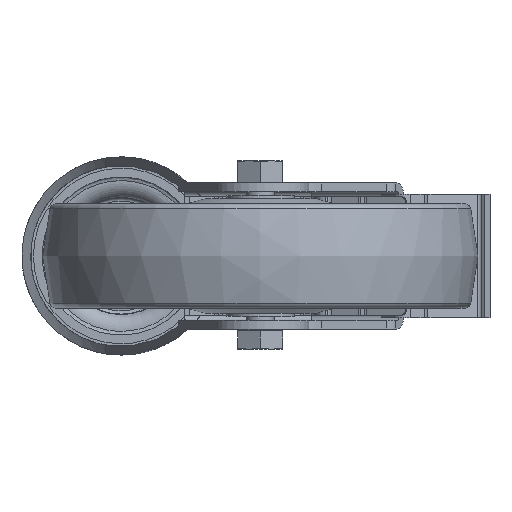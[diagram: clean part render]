
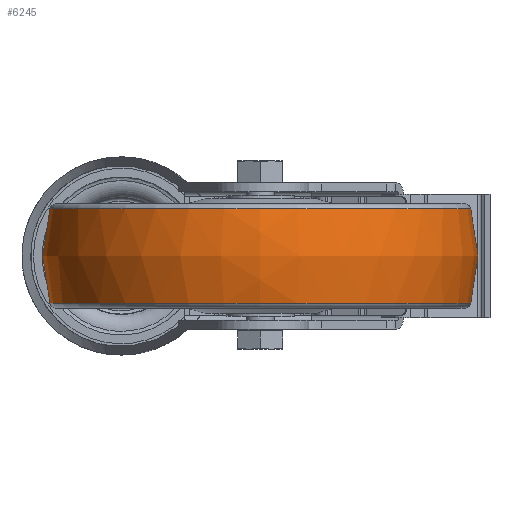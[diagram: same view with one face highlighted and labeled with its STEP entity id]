
A CAD part, front view. The second image highlights one B-rep face of the part: STEP entity #6245.
In plain terms, the highlighted free-form (B-spline) face has degree [2, 2] with [3, 9] control points.
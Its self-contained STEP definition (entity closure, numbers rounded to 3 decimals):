
#151=(
BOUNDED_SURFACE()
B_SPLINE_SURFACE(2,2,((#9568,#9569,#9570,#9571,#9572,#9573,#9574,#9575,
#9576),(#9577,#9578,#9579,#9580,#9581,#9582,#9583,#9584,#9585),(#9586,#9587,
#9588,#9589,#9590,#9591,#9592,#9593,#9594)),.UNSPECIFIED.,.F.,.T.,.F.)
B_SPLINE_SURFACE_WITH_KNOTS((3,3),(3,2,2,2,3),(-0.298,0.298),
(-3.142,-1.571,0.,1.571,3.142),
 .UNSPECIFIED.)
GEOMETRIC_REPRESENTATION_ITEM()
RATIONAL_B_SPLINE_SURFACE(((1.,0.707,1.,0.707,1.,
0.707,1.,0.707,1.),(0.956,0.676,
0.956,0.676,0.956,0.676,
0.956,0.676,0.956),(1.,0.707,
1.,0.707,1.,0.707,1.,0.707,1.)))
REPRESENTATION_ITEM('')
SURFACE()
);
#490=FACE_OUTER_BOUND('',#856,.T.);
#856=EDGE_LOOP('',(#4284,#4285,#4286,#4287));
#2292=CIRCLE('',#6821,60.459);
#2293=CIRCLE('',#6822,46.25);
#2294=CIRCLE('',#6823,60.459);
#2615=VERTEX_POINT('',#9565);
#2616=VERTEX_POINT('',#9595);
#3260=EDGE_CURVE('',#2615,#2615,#2292,.T.);
#3261=EDGE_CURVE('',#2615,#2616,#2293,.T.);
#3262=EDGE_CURVE('',#2616,#2616,#2294,.T.);
#4284=ORIENTED_EDGE('',*,*,#3260,.F.);
#4285=ORIENTED_EDGE('',*,*,#3261,.T.);
#4286=ORIENTED_EDGE('',*,*,#3262,.T.);
#4287=ORIENTED_EDGE('',*,*,#3261,.F.);
#6245=ADVANCED_FACE('',(#490),#151,.F.);
#6821=AXIS2_PLACEMENT_3D('',#9567,#7632,#7633);
#6822=AXIS2_PLACEMENT_3D('',#9596,#7634,#7635);
#6823=AXIS2_PLACEMENT_3D('',#9597,#7636,#7637);
#7632=DIRECTION('center_axis',(1.,0.,0.));
#7633=DIRECTION('ref_axis',(0.,0.,-1.));
#7634=DIRECTION('center_axis',(0.,-1.,0.));
#7635=DIRECTION('ref_axis',(0.,0.,1.));
#7636=DIRECTION('center_axis',(1.,0.,0.));
#7637=DIRECTION('ref_axis',(0.,0.,-1.));
#9565=CARTESIAN_POINT('',(13.588,0.,60.459));
#9567=CARTESIAN_POINT('Origin',(13.588,0.,0.));
#9568=CARTESIAN_POINT('Ctrl Pts',(-13.588,0.,60.459));
#9569=CARTESIAN_POINT('Ctrl Pts',(-13.588,-60.459,60.459));
#9570=CARTESIAN_POINT('Ctrl Pts',(-13.588,-60.459,0.));
#9571=CARTESIAN_POINT('Ctrl Pts',(-13.588,-60.459,-60.459));
#9572=CARTESIAN_POINT('Ctrl Pts',(-13.588,0.,-60.459));
#9573=CARTESIAN_POINT('Ctrl Pts',(-13.588,60.459,-60.459));
#9574=CARTESIAN_POINT('Ctrl Pts',(-13.588,60.459,0.));
#9575=CARTESIAN_POINT('Ctrl Pts',(-13.588,60.459,60.459));
#9576=CARTESIAN_POINT('Ctrl Pts',(-13.588,0.,60.459));
#9577=CARTESIAN_POINT('Ctrl Pts',(0.,0.,64.635));
#9578=CARTESIAN_POINT('Ctrl Pts',(0.,-64.635,
64.635));
#9579=CARTESIAN_POINT('Ctrl Pts',(0.,-64.635,
0.));
#9580=CARTESIAN_POINT('Ctrl Pts',(0.,-64.635,
-64.635));
#9581=CARTESIAN_POINT('Ctrl Pts',(0.,0.,-64.635));
#9582=CARTESIAN_POINT('Ctrl Pts',(0.,64.635,
-64.635));
#9583=CARTESIAN_POINT('Ctrl Pts',(0.,64.635,
0.));
#9584=CARTESIAN_POINT('Ctrl Pts',(0.,64.635,
64.635));
#9585=CARTESIAN_POINT('Ctrl Pts',(0.,0.,64.635));
#9586=CARTESIAN_POINT('Ctrl Pts',(13.588,0.,60.459));
#9587=CARTESIAN_POINT('Ctrl Pts',(13.588,-60.459,60.459));
#9588=CARTESIAN_POINT('Ctrl Pts',(13.588,-60.459,0.));
#9589=CARTESIAN_POINT('Ctrl Pts',(13.588,-60.459,-60.459));
#9590=CARTESIAN_POINT('Ctrl Pts',(13.588,0.,-60.459));
#9591=CARTESIAN_POINT('Ctrl Pts',(13.588,60.459,-60.459));
#9592=CARTESIAN_POINT('Ctrl Pts',(13.588,60.459,0.));
#9593=CARTESIAN_POINT('Ctrl Pts',(13.588,60.459,60.459));
#9594=CARTESIAN_POINT('Ctrl Pts',(13.588,0.,60.459));
#9595=CARTESIAN_POINT('',(-13.588,0.,60.459));
#9596=CARTESIAN_POINT('Origin',(0.,0.,
16.25));
#9597=CARTESIAN_POINT('Origin',(-13.588,0.,0.));
